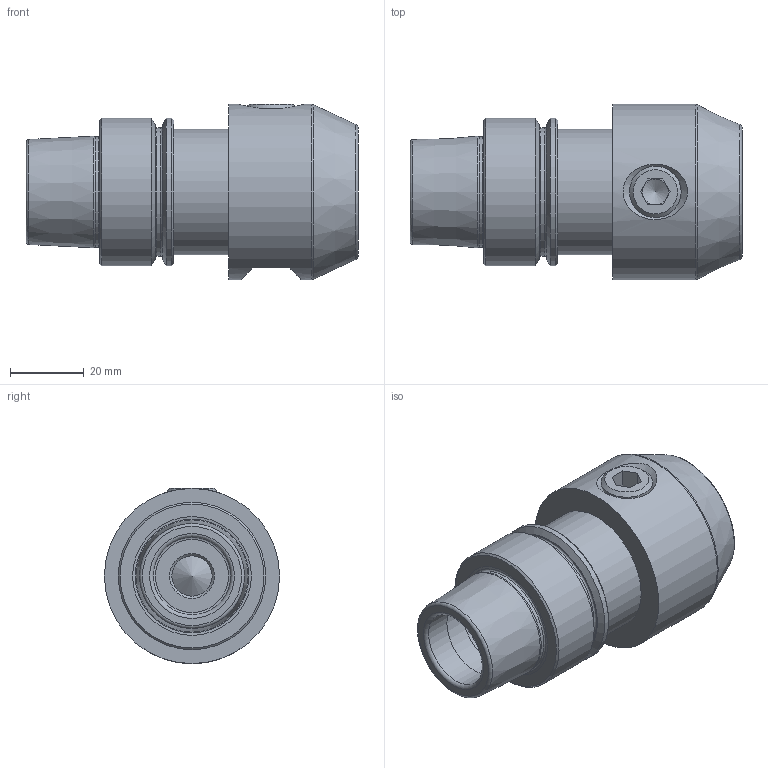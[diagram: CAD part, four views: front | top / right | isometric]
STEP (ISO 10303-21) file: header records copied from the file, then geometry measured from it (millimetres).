
FILE_DESCRIPTION( ( 'Unknown' ), '1' );
FILE_NAME( '254031644.stp', 'Unknown', ( 'Unknown' ), ( 'Unknown' ), 'PSStep 15.0.49', 'Unknown', ' ' );
FILE_SCHEMA( ( 'AUTOMOTIVE_DESIGN { 1 0 10303 214 1 1 1 1 }' ) );
Length unit declared in the file: millimetre
Products named in the file (3): 1; 2; 3
Bounding box: 90 x 47.5 x 47.5 mm (x, y, z)
Volume: 96176.1 mm3; surface area: 24395.7 mm2
Topology: 3 solids, 3 shells, 74 faces, 157 edges, 93 vertices
Faces by surface type: plane 26, cone 19, cylinder 17, torus 12
Full cylindrical faces by diameter (mm): 10.917 x1, 11.835 x1, 13 x1, 14 x1, 16 x2, 16.5 x2, 21 x2, 25.5 x1, 29.909 x1, 34 x1, 34.8 x1, 40 x2, 47.5 x1
Entity records: 2409 total; most frequent: CARTESIAN_POINT 429, DIRECTION 308, ORIENTED_EDGE 186, AXIS2_PLACEMENT_3D 140, EDGE_LOOP 132, FACE_OUTER_BOUND 103, EDGE_CURVE 93, VERTEX_POINT 82
